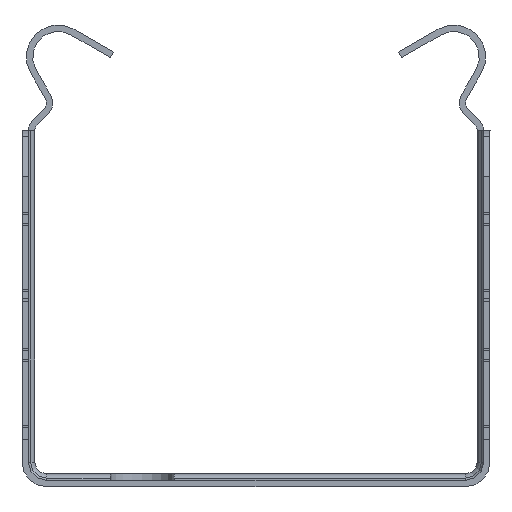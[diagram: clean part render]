
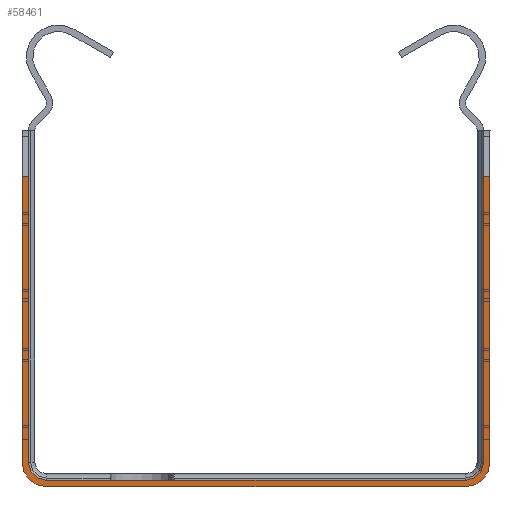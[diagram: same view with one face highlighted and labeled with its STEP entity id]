
A CAD part, front view. The second image highlights one B-rep face of the part: STEP entity #58461.
In plain terms, the highlighted planar face has unit normal (0, -1, 0).
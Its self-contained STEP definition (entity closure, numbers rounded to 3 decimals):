
#3596=CIRCLE('',#63738,2.7);
#3597=CIRCLE('',#63740,2.7);
#3655=CIRCLE('',#63883,2.);
#3656=CIRCLE('',#63886,2.);
#7814=FACE_OUTER_BOUND('',#11851,.T.);
#11851=EDGE_LOOP('',(#53883,#53884,#53885,#53886,#53887,#53888,#53889,#53890,
#53891,#53892,#53893,#53894));
#15023=LINE('',#89295,#20834);
#17483=LINE('',#96728,#23294);
#17509=LINE('',#96823,#23320);
#17650=LINE('',#97213,#23461);
#17652=LINE('',#97218,#23463);
#17656=LINE('',#97229,#23467);
#17658=LINE('',#97233,#23469);
#17661=LINE('',#97241,#23472);
#20834=VECTOR('',#72538,10.);
#23294=VECTOR('',#79994,10.);
#23320=VECTOR('',#80070,10.);
#23461=VECTOR('',#80475,10.);
#23463=VECTOR('',#80479,10.);
#23467=VECTOR('',#80493,10.);
#23469=VECTOR('',#80497,10.);
#23472=VECTOR('',#80506,10.);
#26341=VERTEX_POINT('',#89292);
#26342=VERTEX_POINT('',#89294);
#28798=VERTEX_POINT('',#96725);
#28799=VERTEX_POINT('',#96727);
#28840=VERTEX_POINT('',#96813);
#28843=VERTEX_POINT('',#96821);
#28960=VERTEX_POINT('',#97210);
#28961=VERTEX_POINT('',#97215);
#28964=VERTEX_POINT('',#97227);
#28965=VERTEX_POINT('',#97232);
#28966=VERTEX_POINT('',#97236);
#28967=VERTEX_POINT('',#97240);
#33309=EDGE_CURVE('',#26342,#26341,#15023,.T.);
#37017=EDGE_CURVE('',#28799,#28798,#17483,.T.);
#37059=EDGE_CURVE('',#28798,#26342,#3596,.T.);
#37061=EDGE_CURVE('',#26341,#28840,#3597,.T.);
#37065=EDGE_CURVE('',#28840,#28843,#17509,.T.);
#37260=EDGE_CURVE('',#28960,#28799,#17650,.T.);
#37262=EDGE_CURVE('',#28843,#28961,#17652,.T.);
#37268=EDGE_CURVE('',#28961,#28964,#17656,.T.);
#37270=EDGE_CURVE('',#28965,#28960,#17658,.T.);
#37272=EDGE_CURVE('',#28966,#28965,#3655,.T.);
#37274=EDGE_CURVE('',#28967,#28966,#17661,.T.);
#37276=EDGE_CURVE('',#28964,#28967,#3656,.T.);
#53883=ORIENTED_EDGE('',*,*,#37262,.T.);
#53884=ORIENTED_EDGE('',*,*,#37268,.T.);
#53885=ORIENTED_EDGE('',*,*,#37276,.T.);
#53886=ORIENTED_EDGE('',*,*,#37274,.T.);
#53887=ORIENTED_EDGE('',*,*,#37272,.T.);
#53888=ORIENTED_EDGE('',*,*,#37270,.T.);
#53889=ORIENTED_EDGE('',*,*,#37260,.T.);
#53890=ORIENTED_EDGE('',*,*,#37017,.T.);
#53891=ORIENTED_EDGE('',*,*,#37059,.T.);
#53892=ORIENTED_EDGE('',*,*,#33309,.T.);
#53893=ORIENTED_EDGE('',*,*,#37061,.T.);
#53894=ORIENTED_EDGE('',*,*,#37065,.T.);
#55550=PLANE('',#63888);
#58461=ADVANCED_FACE('',(#7814),#55550,.T.);
#63738=AXIS2_PLACEMENT_3D('',#96811,#80057,#80058);
#63740=AXIS2_PLACEMENT_3D('',#96815,#80062,#80063);
#63883=AXIS2_PLACEMENT_3D('',#97237,#80501,#80502);
#63886=AXIS2_PLACEMENT_3D('',#97244,#80510,#80511);
#63888=AXIS2_PLACEMENT_3D('',#97246,#80514,#80515);
#72538=DIRECTION('',(1.,0.,0.));
#79994=DIRECTION('',(0.,0.,-1.));
#80057=DIRECTION('center_axis',(0.,-1.,0.));
#80058=DIRECTION('ref_axis',(-1.,0.,0.));
#80062=DIRECTION('center_axis',(0.,-1.,0.));
#80063=DIRECTION('ref_axis',(0.,0.,
-1.));
#80070=DIRECTION('',(0.,0.,1.));
#80475=DIRECTION('',(-1.,0.,0.));
#80479=DIRECTION('',(-1.,0.,0.));
#80493=DIRECTION('',(0.,0.,-1.));
#80497=DIRECTION('',(0.,0.,1.));
#80501=DIRECTION('center_axis',(0.,1.,0.));
#80502=DIRECTION('ref_axis',(1.,0.,0.));
#80506=DIRECTION('',(-1.,0.,0.));
#80510=DIRECTION('center_axis',(0.,1.,0.));
#80511=DIRECTION('ref_axis',(0.,0.,
1.));
#80514=DIRECTION('center_axis',(0.,-1.,0.));
#80515=DIRECTION('ref_axis',(0.,0.,-1.));
#89292=CARTESIAN_POINT('',(23.,-36.,-0.7));
#89294=CARTESIAN_POINT('',(-23.,-36.,-0.7));
#89295=CARTESIAN_POINT('',(-23.,-36.,-0.7));
#96725=CARTESIAN_POINT('',(-25.7,-36.,2.));
#96727=CARTESIAN_POINT('',(-25.7,-36.,33.387));
#96728=CARTESIAN_POINT('',(-25.7,-36.,38.387));
#96811=CARTESIAN_POINT('Origin',(-23.,-36.,2.));
#96813=CARTESIAN_POINT('',(25.7,-36.,2.));
#96815=CARTESIAN_POINT('Origin',(23.,-36.,2.));
#96821=CARTESIAN_POINT('',(25.7,-36.,33.387));
#96823=CARTESIAN_POINT('',(25.7,-36.,2.));
#97210=CARTESIAN_POINT('',(-25.,-36.,33.387));
#97213=CARTESIAN_POINT('',(12.5,-36.,33.387));
#97215=CARTESIAN_POINT('',(25.,-36.,33.387));
#97218=CARTESIAN_POINT('',(12.5,-36.,33.387));
#97227=CARTESIAN_POINT('',(25.,-36.,2.));
#97229=CARTESIAN_POINT('',(25.,-36.,38.387));
#97232=CARTESIAN_POINT('',(-25.,-36.,2.));
#97233=CARTESIAN_POINT('',(-25.,-36.,2.));
#97236=CARTESIAN_POINT('',(-23.,-36.,0.));
#97237=CARTESIAN_POINT('Origin',(-23.,-36.,2.));
#97240=CARTESIAN_POINT('',(23.,-36.,0.));
#97241=CARTESIAN_POINT('',(23.,-36.,0.));
#97244=CARTESIAN_POINT('Origin',(23.,-36.,2.));
#97246=CARTESIAN_POINT('Origin',(0.,-36.,18.844));
